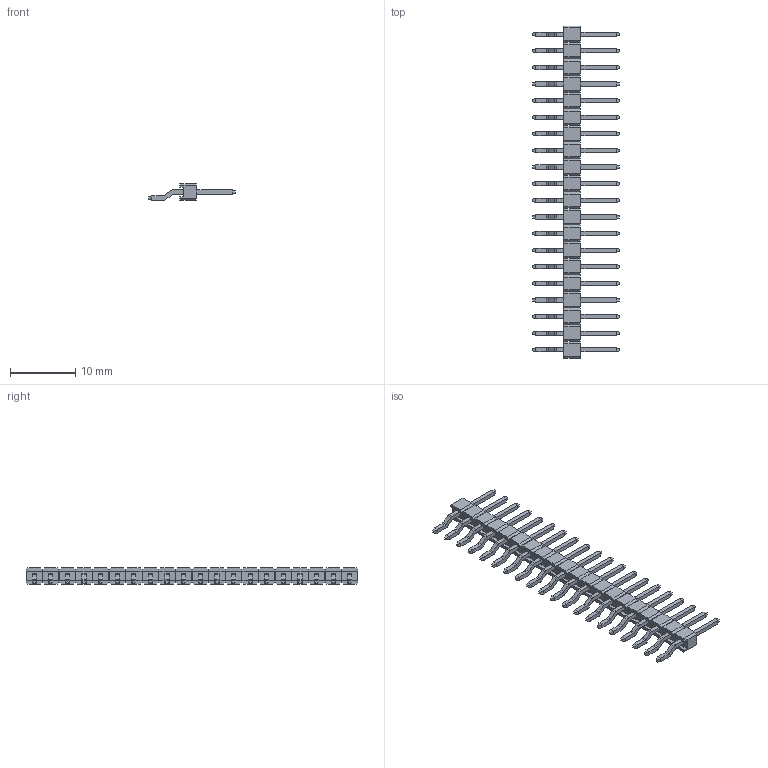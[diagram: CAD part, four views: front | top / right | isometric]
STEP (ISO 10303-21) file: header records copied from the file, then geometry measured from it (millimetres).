
FILE_DESCRIPTION(('FreeCAD Model'),'2;1');
FILE_NAME('HDR-SMT-Horz-100mil-01x20.step','2021-03-28T17:48:18',('kicad StepUp'),( 'ksu MCAD'),'Open CASCADE STEP processor 7.3','FreeCAD','Unknown');
FILE_SCHEMA(('AUTOMOTIVE_DESIGN { 1 0 10303 214 1 1 1 1 }'));
Length unit declared in the file: millimetre
Products named in the file (1): HDR-SMT-Horz-100mil-01x20
Bounding box: 13.3 x 50.76 x 2.5 mm (x, y, z)
Volume: 374.2 mm3; surface area: 1418.2 mm2
Topology: 40 solids, 40 shells, 720 faces, 1760 edges, 1120 vertices
Faces by surface type: plane 640, cylinder 80
Entity records: 25619 total; most frequent: CARTESIAN_POINT 3601, ORIENTED_EDGE 3520, DIRECTION 3362, EDGE_CURVE 1760, LINE 1600, VECTOR 1600, VERTEX_POINT 1120, AXIS2_PLACEMENT_3D 881
